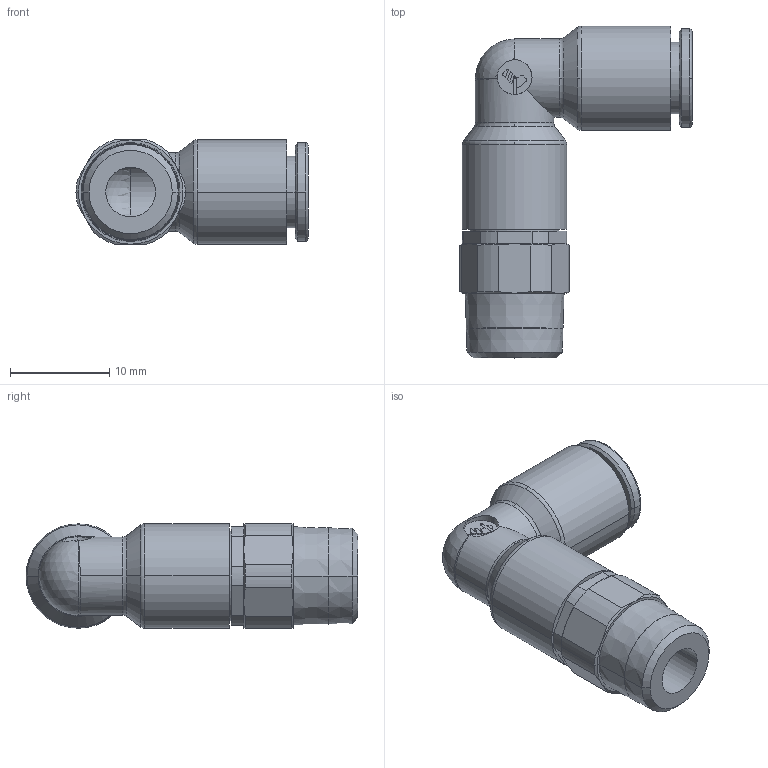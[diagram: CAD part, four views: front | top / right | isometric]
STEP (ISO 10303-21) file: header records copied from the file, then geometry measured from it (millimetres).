
FILE_DESCRIPTION(('STEP AP214'),'1');
FILE_NAME('3129_06_10.stp','2016-07-07T14:15:25',('TraceParts'),('TraceParts S.A.'),'Spatial InterOp 3D',' ',' ');
FILE_SCHEMA(('automotive_design'));
Length unit declared in the file: millimetre
Products named in the file (1): 1
Bounding box: 23.35 x 33.4 x 10.5 mm (x, y, z)
Volume: 2178 mm3; surface area: 2529.3 mm2
Topology: 1 solids, 1 shells, 136 faces, 340 edges, 211 vertices
Faces by surface type: plane 46, cylinder 44, cone 28, torus 10, sphere 8
Entity records: 4580 total; most frequent: CARTESIAN_POINT 1297, DIRECTION 739, ORIENTED_EDGE 668, EDGE_CURVE 334, AXIS2_PLACEMENT_3D 307, VERTEX_POINT 211, CIRCLE 168, EDGE_LOOP 149
